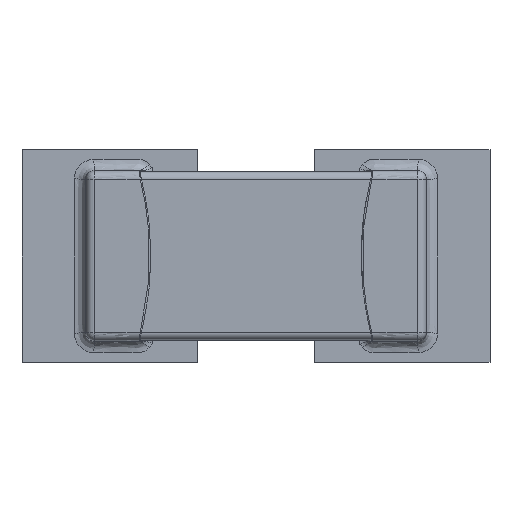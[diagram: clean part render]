
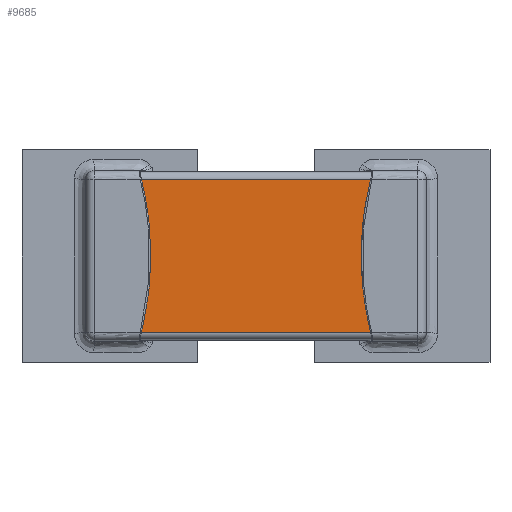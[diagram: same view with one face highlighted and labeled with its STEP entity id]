
A CAD part, top view. The second image highlights one B-rep face of the part: STEP entity #9685.
In plain terms, the highlighted planar face has unit normal (0, 0, 1).
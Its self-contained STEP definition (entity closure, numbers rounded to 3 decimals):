
#9110 = EDGE_CURVE('',#9111,#9113,#9115,.T.);
#9111 = VERTEX_POINT('',#9112);
#9112 = CARTESIAN_POINT('',(-1.5,-0.72,1.25));
#9113 = VERTEX_POINT('',#9114);
#9114 = CARTESIAN_POINT('',(1.5,-0.72,1.25));
#9115 = SURFACE_CURVE('',#9116,(#9120,#9132),.PCURVE_S1.);
#9116 = LINE('',#9117,#9118);
#9117 = CARTESIAN_POINT('',(-1.5,-0.72,1.25));
#9118 = VECTOR('',#9119,1.);
#9119 = DIRECTION('',(1.,0.,0.));
#9120 = PCURVE('',#9121,#9126);
#9121 = CYLINDRICAL_SURFACE('',#9122,0.07);
#9122 = AXIS2_PLACEMENT_3D('',#9123,#9124,#9125);
#9123 = CARTESIAN_POINT('',(-1.5,-0.72,1.18));
#9124 = DIRECTION('',(-1.,0.,0.));
#9125 = DIRECTION('',(0.,1.,0.));
#9126 = DEFINITIONAL_REPRESENTATION('',(#9127),#9131);
#9127 = LINE('',#9128,#9129);
#9128 = CARTESIAN_POINT('',(-1.571,0.));
#9129 = VECTOR('',#9130,1.);
#9130 = DIRECTION('',(-0.,-1.));
#9131 = ( GEOMETRIC_REPRESENTATION_CONTEXT(2) 
PARAMETRIC_REPRESENTATION_CONTEXT() REPRESENTATION_CONTEXT('2D SPACE',''
  ) );
#9132 = PCURVE('',#9133,#9138);
#9133 = PLANE('',#9134);
#9134 = AXIS2_PLACEMENT_3D('',#9135,#9136,#9137);
#9135 = CARTESIAN_POINT('',(-1.5,-0.72,1.25));
#9136 = DIRECTION('',(0.,0.,1.));
#9137 = DIRECTION('',(0.,1.,0.));
#9138 = DEFINITIONAL_REPRESENTATION('',(#9139),#9143);
#9139 = LINE('',#9140,#9141);
#9140 = CARTESIAN_POINT('',(0.,0.));
#9141 = VECTOR('',#9142,1.);
#9142 = DIRECTION('',(0.,-1.));
#9143 = ( GEOMETRIC_REPRESENTATION_CONTEXT(2) 
PARAMETRIC_REPRESENTATION_CONTEXT() REPRESENTATION_CONTEXT('2D SPACE',''
  ) );
#9162 = PLANE('',#9163);
#9163 = AXIS2_PLACEMENT_3D('',#9164,#9165,#9166);
#9164 = CARTESIAN_POINT('',(1.5,0.,0.635));
#9165 = DIRECTION('',(1.,0.,0.));
#9166 = DIRECTION('',(0.,0.,1.));
#9217 = PLANE('',#9218);
#9218 = AXIS2_PLACEMENT_3D('',#9219,#9220,#9221);
#9219 = CARTESIAN_POINT('',(-1.5,0.,0.635));
#9220 = DIRECTION('',(1.,0.,0.));
#9221 = DIRECTION('',(0.,0.,1.));
#9558 = CYLINDRICAL_SURFACE('',#9559,0.07);
#9559 = AXIS2_PLACEMENT_3D('',#9560,#9561,#9562);
#9560 = CARTESIAN_POINT('',(-1.5,0.72,1.18));
#9561 = DIRECTION('',(-1.,0.,0.));
#9562 = DIRECTION('',(0.,1.,0.));
#9618 = VERTEX_POINT('',#9619);
#9619 = CARTESIAN_POINT('',(1.5,0.72,1.25));
#9641 = EDGE_CURVE('',#9642,#9618,#9644,.T.);
#9642 = VERTEX_POINT('',#9643);
#9643 = CARTESIAN_POINT('',(-1.5,0.72,1.25));
#9644 = SURFACE_CURVE('',#9645,(#9649,#9656),.PCURVE_S1.);
#9645 = LINE('',#9646,#9647);
#9646 = CARTESIAN_POINT('',(-1.5,0.72,1.25));
#9647 = VECTOR('',#9648,1.);
#9648 = DIRECTION('',(1.,0.,0.));
#9649 = PCURVE('',#9558,#9650);
#9650 = DEFINITIONAL_REPRESENTATION('',(#9651),#9655);
#9651 = LINE('',#9652,#9653);
#9652 = CARTESIAN_POINT('',(-1.571,0.));
#9653 = VECTOR('',#9654,1.);
#9654 = DIRECTION('',(-0.,-1.));
#9655 = ( GEOMETRIC_REPRESENTATION_CONTEXT(2) 
PARAMETRIC_REPRESENTATION_CONTEXT() REPRESENTATION_CONTEXT('2D SPACE',''
  ) );
#9656 = PCURVE('',#9133,#9657);
#9657 = DEFINITIONAL_REPRESENTATION('',(#9658),#9662);
#9658 = LINE('',#9659,#9660);
#9659 = CARTESIAN_POINT('',(1.44,0.));
#9660 = VECTOR('',#9661,1.);
#9661 = DIRECTION('',(0.,-1.));
#9662 = ( GEOMETRIC_REPRESENTATION_CONTEXT(2) 
PARAMETRIC_REPRESENTATION_CONTEXT() REPRESENTATION_CONTEXT('2D SPACE',''
  ) );
#9685 = ADVANCED_FACE('',(#9686),#9133,.T.);
#9686 = FACE_BOUND('',#9687,.T.);
#9687 = EDGE_LOOP('',(#9688,#9689,#9710,#9711));
#9688 = ORIENTED_EDGE('',*,*,#9110,.T.);
#9689 = ORIENTED_EDGE('',*,*,#9690,.T.);
#9690 = EDGE_CURVE('',#9113,#9618,#9691,.T.);
#9691 = SURFACE_CURVE('',#9692,(#9696,#9703),.PCURVE_S1.);
#9692 = LINE('',#9693,#9694);
#9693 = CARTESIAN_POINT('',(1.5,-0.72,1.25));
#9694 = VECTOR('',#9695,1.);
#9695 = DIRECTION('',(0.,1.,0.));
#9696 = PCURVE('',#9133,#9697);
#9697 = DEFINITIONAL_REPRESENTATION('',(#9698),#9702);
#9698 = LINE('',#9699,#9700);
#9699 = CARTESIAN_POINT('',(0.,-3.));
#9700 = VECTOR('',#9701,1.);
#9701 = DIRECTION('',(1.,0.));
#9702 = ( GEOMETRIC_REPRESENTATION_CONTEXT(2) 
PARAMETRIC_REPRESENTATION_CONTEXT() REPRESENTATION_CONTEXT('2D SPACE',''
  ) );
#9703 = PCURVE('',#9162,#9704);
#9704 = DEFINITIONAL_REPRESENTATION('',(#9705),#9709);
#9705 = LINE('',#9706,#9707);
#9706 = CARTESIAN_POINT('',(0.615,0.72));
#9707 = VECTOR('',#9708,1.);
#9708 = DIRECTION('',(0.,-1.));
#9709 = ( GEOMETRIC_REPRESENTATION_CONTEXT(2) 
PARAMETRIC_REPRESENTATION_CONTEXT() REPRESENTATION_CONTEXT('2D SPACE',''
  ) );
#9710 = ORIENTED_EDGE('',*,*,#9641,.F.);
#9711 = ORIENTED_EDGE('',*,*,#9712,.F.);
#9712 = EDGE_CURVE('',#9111,#9642,#9713,.T.);
#9713 = SURFACE_CURVE('',#9714,(#9718,#9725),.PCURVE_S1.);
#9714 = LINE('',#9715,#9716);
#9715 = CARTESIAN_POINT('',(-1.5,-0.72,1.25));
#9716 = VECTOR('',#9717,1.);
#9717 = DIRECTION('',(0.,1.,0.));
#9718 = PCURVE('',#9133,#9719);
#9719 = DEFINITIONAL_REPRESENTATION('',(#9720),#9724);
#9720 = LINE('',#9721,#9722);
#9721 = CARTESIAN_POINT('',(0.,0.));
#9722 = VECTOR('',#9723,1.);
#9723 = DIRECTION('',(1.,0.));
#9724 = ( GEOMETRIC_REPRESENTATION_CONTEXT(2) 
PARAMETRIC_REPRESENTATION_CONTEXT() REPRESENTATION_CONTEXT('2D SPACE',''
  ) );
#9725 = PCURVE('',#9217,#9726);
#9726 = DEFINITIONAL_REPRESENTATION('',(#9727),#9731);
#9727 = LINE('',#9728,#9729);
#9728 = CARTESIAN_POINT('',(0.615,0.72));
#9729 = VECTOR('',#9730,1.);
#9730 = DIRECTION('',(0.,-1.));
#9731 = ( GEOMETRIC_REPRESENTATION_CONTEXT(2) 
PARAMETRIC_REPRESENTATION_CONTEXT() REPRESENTATION_CONTEXT('2D SPACE',''
  ) );
